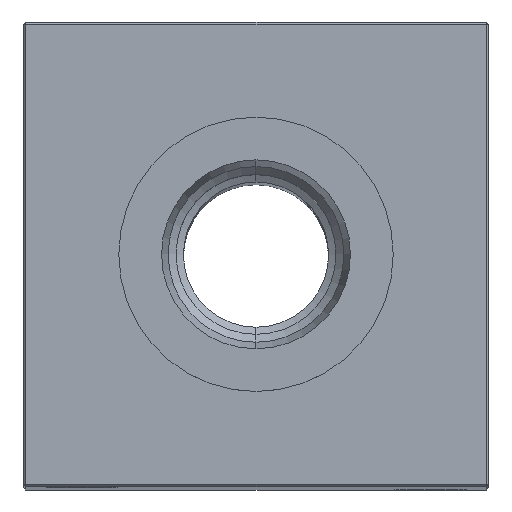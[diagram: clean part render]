
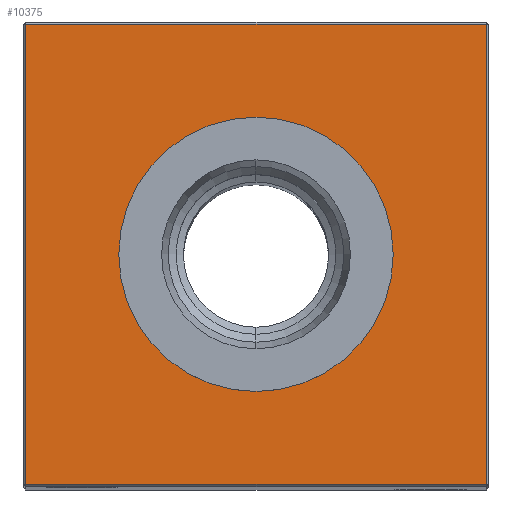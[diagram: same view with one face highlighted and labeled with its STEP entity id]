
A CAD part, top view. The second image highlights one B-rep face of the part: STEP entity #10375.
In plain terms, the highlighted planar face has unit normal (0, 0, 1).
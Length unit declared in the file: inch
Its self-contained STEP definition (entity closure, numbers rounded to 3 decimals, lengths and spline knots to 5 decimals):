
#117 = CARTESIAN_POINT ( 'NONE',  ( 0., -0.59055, 8.25 ) ) ;
#319 = CARTESIAN_POINT ( 'NONE',  ( 0., -0.99, 8.25 ) ) ;
#666 = CARTESIAN_POINT ( 'NONE',  ( -0.99, 0.99, 8.25 ) ) ;
#840 = EDGE_CURVE ( 'NONE', #6234, #14122, #22222, .T. ) ;
#1023 = AXIS2_PLACEMENT_3D ( 'NONE', #22695, #20241, #6561 ) ;
#1408 = EDGE_CURVE ( 'NONE', #14122, #9365, #25292, .T. ) ;
#2134 = DIRECTION ( 'NONE',  ( 0., 1., 0. ) ) ;
#2252 = CARTESIAN_POINT ( 'NONE',  ( 0.99, 0., 8.25 ) ) ;
#3330 = LINE ( 'NONE', #23325, #4108 ) ;
#3840 = DIRECTION ( 'NONE',  ( 0., -1., 0. ) ) ;
#4108 = VECTOR ( 'NONE', #3840, 39.37008 ) ;
#4597 = EDGE_CURVE ( 'NONE', #12633, #6234, #21972, .T. ) ;
#5585 = VERTEX_POINT ( 'NONE', #117 ) ;
#6234 = VERTEX_POINT ( 'NONE', #8999 ) ;
#6561 = DIRECTION ( 'NONE',  ( -1., 0., 0. ) ) ;
#6995 = CARTESIAN_POINT ( 'NONE',  ( 0., 0., 8.25 ) ) ;
#7623 = DIRECTION ( 'NONE',  ( -1., 0., 0. ) ) ;
#7698 = EDGE_LOOP ( 'NONE', ( #18763, #10497 ) ) ;
#7768 = EDGE_CURVE ( 'NONE', #5585, #25123, #15689, .T. ) ;
#7867 = AXIS2_PLACEMENT_3D ( 'NONE', #16099, #13913, #20095 ) ;
#8999 = CARTESIAN_POINT ( 'NONE',  ( 0.99, -0.99, 8.25 ) ) ;
#9365 = VERTEX_POINT ( 'NONE', #666 ) ;
#10375 = ADVANCED_FACE ( 'NONE', ( #20363, #22162 ), #12372, .F. ) ;
#10497 = ORIENTED_EDGE ( 'NONE', *, *, #7768, .T. ) ;
#11091 = CARTESIAN_POINT ( 'NONE',  ( 0., 0.99, 8.25 ) ) ;
#12372 = PLANE ( 'NONE',  #1023 ) ;
#12633 = VERTEX_POINT ( 'NONE', #23595 ) ;
#12911 = VECTOR ( 'NONE', #7623, 39.37008 ) ;
#13913 = DIRECTION ( 'NONE',  ( 0., 0., -1. ) ) ;
#14122 = VERTEX_POINT ( 'NONE', #23539 ) ;
#14178 = EDGE_LOOP ( 'NONE', ( #16634, #23550, #18695, #20716 ) ) ;
#14853 = DIRECTION ( 'NONE',  ( 0., 0., -1. ) ) ;
#15689 = CIRCLE ( 'NONE', #7867, 0.59055 ) ;
#15776 = EDGE_CURVE ( 'NONE', #9365, #12633, #3330, .T. ) ;
#16099 = CARTESIAN_POINT ( 'NONE',  ( 0., 0., 8.25 ) ) ;
#16634 = ORIENTED_EDGE ( 'NONE', *, *, #15776, .T. ) ;
#16923 = DIRECTION ( 'NONE',  ( -1., 0., 0. ) ) ;
#18112 = DIRECTION ( 'NONE',  ( 1., 0., 0. ) ) ;
#18695 = ORIENTED_EDGE ( 'NONE', *, *, #840, .T. ) ;
#18763 = ORIENTED_EDGE ( 'NONE', *, *, #23967, .T. ) ;
#19676 = VECTOR ( 'NONE', #18112, 39.37008 ) ;
#20095 = DIRECTION ( 'NONE',  ( -1., 0., 0. ) ) ;
#20241 = DIRECTION ( 'NONE',  ( 0., 0., -1. ) ) ;
#20363 = FACE_OUTER_BOUND ( 'NONE', #14178, .T. ) ;
#20716 = ORIENTED_EDGE ( 'NONE', *, *, #1408, .T. ) ;
#21023 = VECTOR ( 'NONE', #2134, 39.37008 ) ;
#21756 = CARTESIAN_POINT ( 'NONE',  ( 0., 0.59055, 8.25 ) ) ;
#21972 = LINE ( 'NONE', #319, #19676 ) ;
#22162 = FACE_BOUND ( 'NONE', #7698, .T. ) ;
#22222 = LINE ( 'NONE', #2252, #21023 ) ;
#22695 = CARTESIAN_POINT ( 'NONE',  ( 0., 0., 8.25 ) ) ;
#23325 = CARTESIAN_POINT ( 'NONE',  ( -0.99, 0., 8.25 ) ) ;
#23539 = CARTESIAN_POINT ( 'NONE',  ( 0.99, 0.99, 8.25 ) ) ;
#23550 = ORIENTED_EDGE ( 'NONE', *, *, #4597, .T. ) ;
#23595 = CARTESIAN_POINT ( 'NONE',  ( -0.99, -0.99, 8.25 ) ) ;
#23927 = CIRCLE ( 'NONE', #24322, 0.59055 ) ;
#23967 = EDGE_CURVE ( 'NONE', #25123, #5585, #23927, .T. ) ;
#24322 = AXIS2_PLACEMENT_3D ( 'NONE', #6995, #14853, #16923 ) ;
#25123 = VERTEX_POINT ( 'NONE', #21756 ) ;
#25292 = LINE ( 'NONE', #11091, #12911 ) ;
